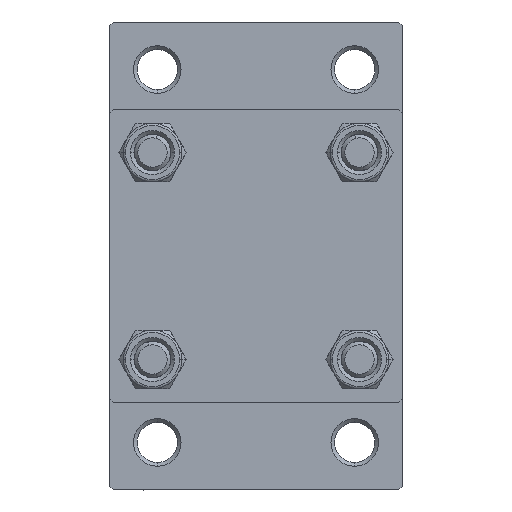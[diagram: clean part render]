
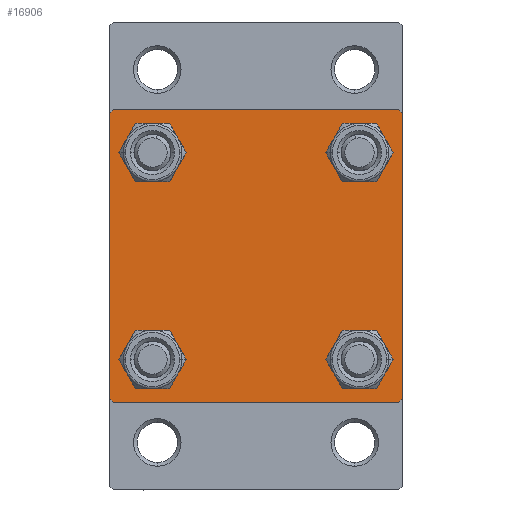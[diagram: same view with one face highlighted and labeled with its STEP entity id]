
A CAD part, left-side view. The second image highlights one B-rep face of the part: STEP entity #16906.
In plain terms, the highlighted planar face has unit normal (-1, 0, 0).
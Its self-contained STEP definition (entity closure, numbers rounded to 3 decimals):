
#533 = EDGE_LOOP ( 'NONE', ( #21075, #25333 ) ) ;
#1540 = CARTESIAN_POINT ( 'NONE',  ( 0., -14.15, 14.15 ) ) ;
#2085 = CARTESIAN_POINT ( 'NONE',  ( 0., 14.15, 11.15 ) ) ;
#2415 = EDGE_CURVE ( 'NONE', #25387, #6900, #41739, .T. ) ;
#2538 = CARTESIAN_POINT ( 'NONE',  ( 0., 20., -20. ) ) ;
#2575 = CARTESIAN_POINT ( 'NONE',  ( 0., 20., -19.5 ) ) ;
#2717 = FACE_BOUND ( 'NONE', #4308, .T. ) ;
#2967 = PLANE ( 'NONE',  #15372 ) ;
#3153 = CARTESIAN_POINT ( 'NONE',  ( 0., -20., -19.5 ) ) ;
#3429 = DIRECTION ( 'NONE',  ( -1., 0., 0. ) ) ;
#3589 = LINE ( 'NONE', #25138, #7726 ) ;
#4308 = EDGE_LOOP ( 'NONE', ( #37328, #29482 ) ) ;
#4514 = VECTOR ( 'NONE', #22956, 1000. ) ;
#4985 = DIRECTION ( 'NONE',  ( 0., -1., 0. ) ) ;
#5067 = ORIENTED_EDGE ( 'NONE', *, *, #35861, .T. ) ;
#5249 = EDGE_CURVE ( 'NONE', #17736, #17209, #6922, .T. ) ;
#5892 = DIRECTION ( 'NONE',  ( 0., 0., 1. ) ) ;
#5963 = ORIENTED_EDGE ( 'NONE', *, *, #35929, .T. ) ;
#6772 = DIRECTION ( 'NONE',  ( 0., 0., 1. ) ) ;
#6900 = VERTEX_POINT ( 'NONE', #32183 ) ;
#6922 = LINE ( 'NONE', #27742, #12054 ) ;
#7007 = LINE ( 'NONE', #21831, #14390 ) ;
#7036 = FACE_BOUND ( 'NONE', #533, .T. ) ;
#7646 = CARTESIAN_POINT ( 'NONE',  ( 0., -19.5, 20. ) ) ;
#7726 = VECTOR ( 'NONE', #29207, 1000. ) ;
#9252 = DIRECTION ( 'NONE',  ( 1., 0., 0. ) ) ;
#9688 = DIRECTION ( 'NONE',  ( 0., 0., 1. ) ) ;
#9949 = CARTESIAN_POINT ( 'NONE',  ( 0., -20., 20. ) ) ;
#10350 = CARTESIAN_POINT ( 'NONE',  ( 0., 14.15, -14.15 ) ) ;
#10852 = CARTESIAN_POINT ( 'NONE',  ( 0., 14.15, -14.15 ) ) ;
#11080 = CIRCLE ( 'NONE', #31731, 3. ) ;
#12054 = VECTOR ( 'NONE', #28217, 1000. ) ;
#12523 = DIRECTION ( 'NONE',  ( 0., 0., 1. ) ) ;
#13250 = CARTESIAN_POINT ( 'NONE',  ( 0., -14.15, -14.15 ) ) ;
#13287 = LINE ( 'NONE', #9949, #29866 ) ;
#13480 = VERTEX_POINT ( 'NONE', #30426 ) ;
#13518 = DIRECTION ( 'NONE',  ( 1., 0., 0. ) ) ;
#14390 = VECTOR ( 'NONE', #43584, 1000. ) ;
#14805 = VERTEX_POINT ( 'NONE', #2575 ) ;
#15372 = AXIS2_PLACEMENT_3D ( 'NONE', #28340, #3429, #18274 ) ;
#15633 = AXIS2_PLACEMENT_3D ( 'NONE', #37331, #29230, #26104 ) ;
#15917 = VERTEX_POINT ( 'NONE', #22437 ) ;
#16906 = ADVANCED_FACE ( 'NONE', ( #39072, #28575, #7036, #2717, #43133 ), #2967, .T. ) ;
#17041 = CARTESIAN_POINT ( 'NONE',  ( 0., -14.15, 17.15 ) ) ;
#17153 = DIRECTION ( 'NONE',  ( 0., 0., 1. ) ) ;
#17209 = VERTEX_POINT ( 'NONE', #3153 ) ;
#17422 = CIRCLE ( 'NONE', #19731, 3. ) ;
#17736 = VERTEX_POINT ( 'NONE', #26448 ) ;
#17801 = CARTESIAN_POINT ( 'NONE',  ( 0., -14.15, -11.15 ) ) ;
#18274 = DIRECTION ( 'NONE',  ( 0., 0., 1. ) ) ;
#18283 = VECTOR ( 'NONE', #46808, 1000. ) ;
#18786 = EDGE_CURVE ( 'NONE', #15917, #19689, #23659, .T. ) ;
#19689 = VERTEX_POINT ( 'NONE', #7646 ) ;
#19731 = AXIS2_PLACEMENT_3D ( 'NONE', #46276, #13518, #9688 ) ;
#20539 = AXIS2_PLACEMENT_3D ( 'NONE', #10350, #24954, #6772 ) ;
#20625 = ORIENTED_EDGE ( 'NONE', *, *, #45366, .F. ) ;
#20669 = AXIS2_PLACEMENT_3D ( 'NONE', #10852, #9252, #5892 ) ;
#21075 = ORIENTED_EDGE ( 'NONE', *, *, #43989, .T. ) ;
#21831 = CARTESIAN_POINT ( 'NONE',  ( 0., 20., 20. ) ) ;
#22437 = CARTESIAN_POINT ( 'NONE',  ( 0., 19.5, 20. ) ) ;
#22537 = VERTEX_POINT ( 'NONE', #17041 ) ;
#22696 = CIRCLE ( 'NONE', #34915, 3. ) ;
#22758 = EDGE_CURVE ( 'NONE', #22537, #13480, #33177, .T. ) ;
#22956 = DIRECTION ( 'NONE',  ( 0., 0.707, 0.707 ) ) ;
#23642 = ORIENTED_EDGE ( 'NONE', *, *, #37467, .T. ) ;
#23659 = LINE ( 'NONE', #37752, #46985 ) ;
#23847 = ORIENTED_EDGE ( 'NONE', *, *, #44956, .T. ) ;
#24190 = VERTEX_POINT ( 'NONE', #28614 ) ;
#24509 = DIRECTION ( 'NONE',  ( 0., 0., 1. ) ) ;
#24571 = VERTEX_POINT ( 'NONE', #34678 ) ;
#24914 = EDGE_CURVE ( 'NONE', #30267, #17736, #34854, .T. ) ;
#24947 = EDGE_CURVE ( 'NONE', #6900, #25387, #11080, .T. ) ;
#24954 = DIRECTION ( 'NONE',  ( 1., 0., 0. ) ) ;
#25038 = DIRECTION ( 'NONE',  ( 1., 0., 0. ) ) ;
#25138 = CARTESIAN_POINT ( 'NONE',  ( 0., 19.75, -19.75 ) ) ;
#25333 = ORIENTED_EDGE ( 'NONE', *, *, #36020, .T. ) ;
#25387 = VERTEX_POINT ( 'NONE', #17801 ) ;
#26104 = DIRECTION ( 'NONE',  ( 0., 0., 1. ) ) ;
#26448 = CARTESIAN_POINT ( 'NONE',  ( 0., -19.5, -20. ) ) ;
#27633 = ORIENTED_EDGE ( 'NONE', *, *, #2415, .T. ) ;
#27677 = DIRECTION ( 'NONE',  ( 0., -1., 0. ) ) ;
#27742 = CARTESIAN_POINT ( 'NONE',  ( 0., -19.75, -19.75 ) ) ;
#27869 = ORIENTED_EDGE ( 'NONE', *, *, #38232, .T. ) ;
#27887 = DIRECTION ( 'NONE',  ( 0., 0., -1. ) ) ;
#27902 = CARTESIAN_POINT ( 'NONE',  ( 0., -14.15, -14.15 ) ) ;
#28217 = DIRECTION ( 'NONE',  ( 0., -0.707, 0.707 ) ) ;
#28340 = CARTESIAN_POINT ( 'NONE',  ( 0., 0., 0. ) ) ;
#28575 = FACE_BOUND ( 'NONE', #35540, .T. ) ;
#28614 = CARTESIAN_POINT ( 'NONE',  ( 0., 14.15, -17.15 ) ) ;
#28631 = CARTESIAN_POINT ( 'NONE',  ( 0., 14.15, 14.15 ) ) ;
#28672 = VECTOR ( 'NONE', #27677, 1000. ) ;
#29207 = DIRECTION ( 'NONE',  ( 0., -0.707, -0.707 ) ) ;
#29230 = DIRECTION ( 'NONE',  ( 1., 0., 0. ) ) ;
#29482 = ORIENTED_EDGE ( 'NONE', *, *, #35531, .T. ) ;
#29866 = VECTOR ( 'NONE', #27887, 1000. ) ;
#30058 = EDGE_LOOP ( 'NONE', ( #5963, #23847, #43945, #46752, #20625, #27869, #39105, #23642 ) ) ;
#30267 = VERTEX_POINT ( 'NONE', #40558 ) ;
#30426 = CARTESIAN_POINT ( 'NONE',  ( 0., -14.15, 11.15 ) ) ;
#30619 = CIRCLE ( 'NONE', #20669, 3. ) ;
#31724 = DIRECTION ( 'NONE',  ( 0., 0., 1. ) ) ;
#31731 = AXIS2_PLACEMENT_3D ( 'NONE', #27902, #39126, #31724 ) ;
#32183 = CARTESIAN_POINT ( 'NONE',  ( 0., -14.15, -17.15 ) ) ;
#32357 = EDGE_CURVE ( 'NONE', #40567, #32983, #22696, .T. ) ;
#32724 = AXIS2_PLACEMENT_3D ( 'NONE', #1540, #45300, #12523 ) ;
#32940 = ORIENTED_EDGE ( 'NONE', *, *, #24947, .T. ) ;
#32983 = VERTEX_POINT ( 'NONE', #2085 ) ;
#33177 = CIRCLE ( 'NONE', #15633, 3. ) ;
#34678 = CARTESIAN_POINT ( 'NONE',  ( 0., -20., 19.5 ) ) ;
#34854 = LINE ( 'NONE', #2538, #28672 ) ;
#34915 = AXIS2_PLACEMENT_3D ( 'NONE', #28631, #25038, #17153 ) ;
#35008 = CARTESIAN_POINT ( 'NONE',  ( 0., 20., 19.5 ) ) ;
#35300 = CARTESIAN_POINT ( 'NONE',  ( 0., 14.15, 17.15 ) ) ;
#35531 = EDGE_CURVE ( 'NONE', #32983, #40567, #17422, .T. ) ;
#35540 = EDGE_LOOP ( 'NONE', ( #27633, #32940 ) ) ;
#35856 = ORIENTED_EDGE ( 'NONE', *, *, #22758, .T. ) ;
#35861 = EDGE_CURVE ( 'NONE', #13480, #22537, #39567, .T. ) ;
#35929 = EDGE_CURVE ( 'NONE', #42346, #14805, #7007, .T. ) ;
#36020 = EDGE_CURVE ( 'NONE', #24190, #46564, #38845, .T. ) ;
#37328 = ORIENTED_EDGE ( 'NONE', *, *, #32357, .T. ) ;
#37331 = CARTESIAN_POINT ( 'NONE',  ( 0., -14.15, 14.15 ) ) ;
#37467 = EDGE_CURVE ( 'NONE', #15917, #42346, #42969, .T. ) ;
#37752 = CARTESIAN_POINT ( 'NONE',  ( 0., 20., 20. ) ) ;
#38026 = EDGE_LOOP ( 'NONE', ( #35856, #5067 ) ) ;
#38138 = CARTESIAN_POINT ( 'NONE',  ( 0., 14.15, -11.15 ) ) ;
#38232 = EDGE_CURVE ( 'NONE', #24571, #19689, #41098, .T. ) ;
#38845 = CIRCLE ( 'NONE', #20539, 3. ) ;
#39072 = FACE_BOUND ( 'NONE', #38026, .T. ) ;
#39105 = ORIENTED_EDGE ( 'NONE', *, *, #18786, .F. ) ;
#39126 = DIRECTION ( 'NONE',  ( 1., 0., 0. ) ) ;
#39567 = CIRCLE ( 'NONE', #32724, 3. ) ;
#40558 = CARTESIAN_POINT ( 'NONE',  ( 0., 19.5, -20. ) ) ;
#40567 = VERTEX_POINT ( 'NONE', #35300 ) ;
#41098 = LINE ( 'NONE', #45635, #4514 ) ;
#41739 = CIRCLE ( 'NONE', #43279, 3. ) ;
#42346 = VERTEX_POINT ( 'NONE', #35008 ) ;
#42969 = LINE ( 'NONE', #46321, #18283 ) ;
#43133 = FACE_OUTER_BOUND ( 'NONE', #30058, .T. ) ;
#43279 = AXIS2_PLACEMENT_3D ( 'NONE', #13250, #46964, #24509 ) ;
#43584 = DIRECTION ( 'NONE',  ( 0., 0., -1. ) ) ;
#43945 = ORIENTED_EDGE ( 'NONE', *, *, #24914, .T. ) ;
#43989 = EDGE_CURVE ( 'NONE', #46564, #24190, #30619, .T. ) ;
#44956 = EDGE_CURVE ( 'NONE', #14805, #30267, #3589, .T. ) ;
#45300 = DIRECTION ( 'NONE',  ( 1., 0., 0. ) ) ;
#45366 = EDGE_CURVE ( 'NONE', #24571, #17209, #13287, .T. ) ;
#45635 = CARTESIAN_POINT ( 'NONE',  ( 0., -19.75, 19.75 ) ) ;
#46276 = CARTESIAN_POINT ( 'NONE',  ( 0., 14.15, 14.15 ) ) ;
#46321 = CARTESIAN_POINT ( 'NONE',  ( 0., 19.75, 19.75 ) ) ;
#46564 = VERTEX_POINT ( 'NONE', #38138 ) ;
#46752 = ORIENTED_EDGE ( 'NONE', *, *, #5249, .T. ) ;
#46808 = DIRECTION ( 'NONE',  ( 0., 0.707, -0.707 ) ) ;
#46964 = DIRECTION ( 'NONE',  ( 1., 0., 0. ) ) ;
#46985 = VECTOR ( 'NONE', #4985, 1000. ) ;
